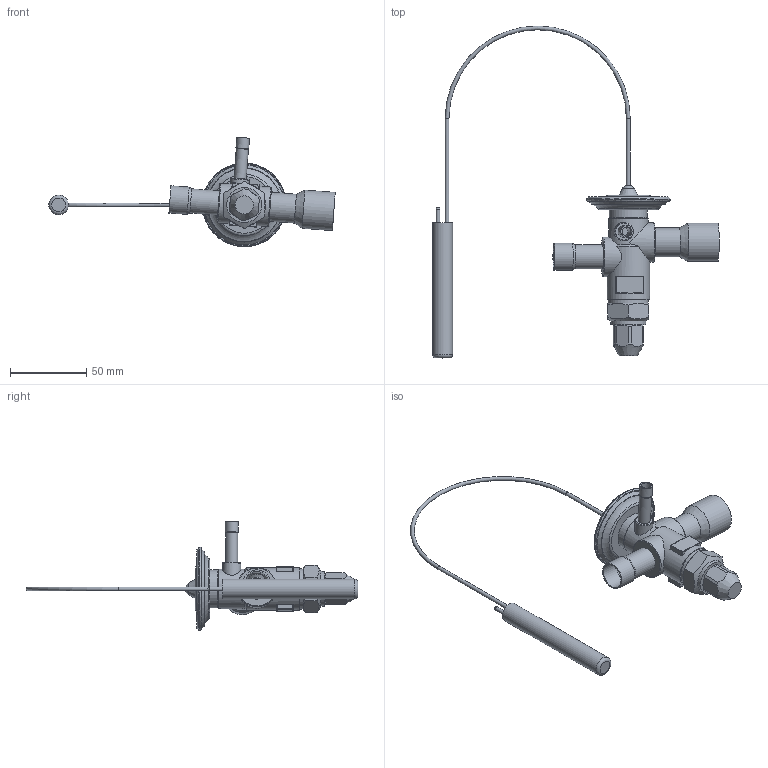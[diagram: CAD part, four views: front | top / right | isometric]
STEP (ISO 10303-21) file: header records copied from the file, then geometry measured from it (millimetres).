
FILE_DESCRIPTION(('TFLEX Exchange Step'),'2;1');
FILE_NAME('RTBMT14_26H (1).stp', '2023-03-24T14:11:53+03:00',('EXT0102'),('Unknown organisation'),'TFLEX Exchange 2022.1','T-FLEX CAD','Unknown authorisation');
FILE_SCHEMA( ('AUTOMOTIVE_DESIGN { 1 0 10303 214 1 1 1 1 }') );
Length unit declared in the file: millimetre
Products named in the file (1): Nodes
Bounding box: 188.32 x 218.28 x 71.98 mm (x, y, z)
Volume: 79226.7 mm3; surface area: 36671.3 mm2
Topology: 1 solids, 4 shells, 173 faces, 479 edges, 323 vertices
Faces by surface type: plane 63, cylinder 61, cone 22, torus 11, sphere 8, bspline 8
Full cylindrical faces by diameter (mm): 2.5 x3, 4.6 x1, 4.8 x1, 6 x1, 6.4 x1, 8 x1, 8.4 x1, 9.6 x1, 12 x2, 13 x2, 14 x2, 15.424 x1, 16 x3, 17 x1, 18 x1, 19 x1, 20.8 x1, 20.9 x1, 21 x2, 22.2 x1, 23 x1, 25 x1, 25.2 x1, 26 x3, 26.5 x1, 28 x1
Entity records: 7743 total; most frequent: CARTESIAN_POINT 3274, DIRECTION 962, ORIENTED_EDGE 926, EDGE_CURVE 463, AXIS2_PLACEMENT_3D 418, VERTEX_POINT 323, CIRCLE 252, EDGE_LOOP 204
